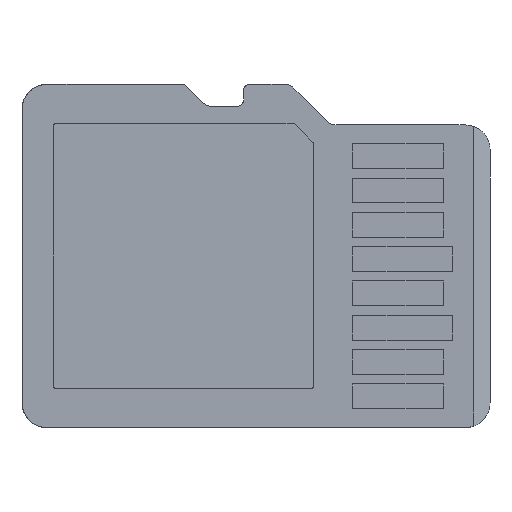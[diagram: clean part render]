
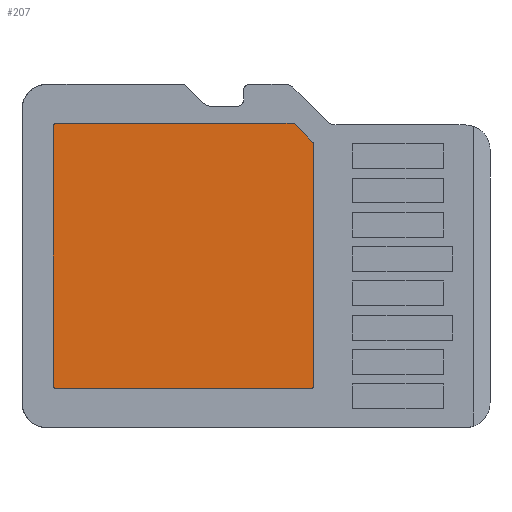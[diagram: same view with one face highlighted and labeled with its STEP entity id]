
A CAD part, front view. The second image highlights one B-rep face of the part: STEP entity #207.
In plain terms, the highlighted free-form (B-spline) face has degree [1, 1] with [2, 2] control points.
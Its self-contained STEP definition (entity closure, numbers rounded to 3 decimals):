
#207 = ADVANCED_FACE('',(#208),#357,.T.);
#208 = FACE_BOUND('',#209,.T.);
#209 = EDGE_LOOP('',(#210,#219,#227,#235,#243,#251,#258,#266,#274,#282,
    #290,#297,#305,#313,#321,#329,#336,#344,#352));
#210 = ORIENTED_EDGE('',*,*,#211,.T.);
#211 = EDGE_CURVE('',#212,#214,#216,.T.);
#212 = VERTEX_POINT('',#213);
#213 = CARTESIAN_POINT('',(10.703,-0.123,
    11.969));
#214 = VERTEX_POINT('',#215);
#215 = CARTESIAN_POINT('',(1.35,-0.123,
    11.969));
#216 = B_SPLINE_CURVE_WITH_KNOTS('',1,(#217,#218),.UNSPECIFIED.,.F.,.F.,
  (2,2),(0.,7.619),.PIECEWISE_BEZIER_KNOTS.);
#217 = CARTESIAN_POINT('',(10.703,-0.123,
    11.969));
#218 = CARTESIAN_POINT('',(1.35,-0.123,
    11.969));
#219 = ORIENTED_EDGE('',*,*,#220,.T.);
#220 = EDGE_CURVE('',#214,#221,#223,.T.);
#221 = VERTEX_POINT('',#222);
#222 = CARTESIAN_POINT('',(1.303,-0.123,
    11.96));
#223 = B_SPLINE_CURVE_WITH_KNOTS('',2,(#224,#225,#226),.UNSPECIFIED.,.F.
  ,.F.,(3,3),(0.,0.25),.PIECEWISE_BEZIER_KNOTS.);
#224 = CARTESIAN_POINT('',(1.35,-0.123,
    11.969));
#225 = CARTESIAN_POINT('',(1.326,-0.123,
    11.969));
#226 = CARTESIAN_POINT('',(1.303,-0.123,
    11.96));
#227 = ORIENTED_EDGE('',*,*,#228,.T.);
#228 = EDGE_CURVE('',#221,#229,#231,.T.);
#229 = VERTEX_POINT('',#230);
#230 = CARTESIAN_POINT('',(1.264,-0.123,11.933
    ));
#231 = B_SPLINE_CURVE_WITH_KNOTS('',2,(#232,#233,#234),.UNSPECIFIED.,.F.
  ,.F.,(3,3),(0.25,0.5),.PIECEWISE_BEZIER_KNOTS.);
#232 = CARTESIAN_POINT('',(1.303,-0.123,
    11.96));
#233 = CARTESIAN_POINT('',(1.281,-0.123,11.95
    ));
#234 = CARTESIAN_POINT('',(1.264,-0.123,11.933
    ));
#235 = ORIENTED_EDGE('',*,*,#236,.T.);
#236 = EDGE_CURVE('',#229,#237,#239,.T.);
#237 = VERTEX_POINT('',#238);
#238 = CARTESIAN_POINT('',(1.237,-0.123,
    11.893));
#239 = B_SPLINE_CURVE_WITH_KNOTS('',2,(#240,#241,#242),.UNSPECIFIED.,.F.
  ,.F.,(3,3),(0.5,0.75),.PIECEWISE_BEZIER_KNOTS.);
#240 = CARTESIAN_POINT('',(1.264,-0.123,11.933
    ));
#241 = CARTESIAN_POINT('',(1.246,-0.123,11.916
    ));
#242 = CARTESIAN_POINT('',(1.237,-0.123,
    11.893));
#243 = ORIENTED_EDGE('',*,*,#244,.T.);
#244 = EDGE_CURVE('',#237,#245,#247,.T.);
#245 = VERTEX_POINT('',#246);
#246 = CARTESIAN_POINT('',(1.228,-0.123,
    11.846));
#247 = B_SPLINE_CURVE_WITH_KNOTS('',2,(#248,#249,#250),.UNSPECIFIED.,.F.
  ,.F.,(3,3),(0.75,1.),.PIECEWISE_BEZIER_KNOTS.);
#248 = CARTESIAN_POINT('',(1.237,-0.123,
    11.893));
#249 = CARTESIAN_POINT('',(1.228,-0.123,
    11.871));
#250 = CARTESIAN_POINT('',(1.228,-0.123,
    11.846));
#251 = ORIENTED_EDGE('',*,*,#252,.T.);
#252 = EDGE_CURVE('',#245,#253,#255,.T.);
#253 = VERTEX_POINT('',#254);
#254 = CARTESIAN_POINT('',(1.228,-0.123,1.657
    ));
#255 = B_SPLINE_CURVE_WITH_KNOTS('',1,(#256,#257),.UNSPECIFIED.,.F.,.F.,
  (2,2),(0.,8.3),.PIECEWISE_BEZIER_KNOTS.);
#256 = CARTESIAN_POINT('',(1.228,-0.123,
    11.846));
#257 = CARTESIAN_POINT('',(1.228,-0.123,1.657
    ));
#258 = ORIENTED_EDGE('',*,*,#259,.T.);
#259 = EDGE_CURVE('',#253,#260,#262,.T.);
#260 = VERTEX_POINT('',#261);
#261 = CARTESIAN_POINT('',(1.237,-0.123,1.61
    ));
#262 = B_SPLINE_CURVE_WITH_KNOTS('',2,(#263,#264,#265),.UNSPECIFIED.,.F.
  ,.F.,(3,3),(0.,0.25),.PIECEWISE_BEZIER_KNOTS.);
#263 = CARTESIAN_POINT('',(1.228,-0.123,1.657
    ));
#264 = CARTESIAN_POINT('',(1.228,-0.123,1.633
    ));
#265 = CARTESIAN_POINT('',(1.237,-0.123,1.61
    ));
#266 = ORIENTED_EDGE('',*,*,#267,.T.);
#267 = EDGE_CURVE('',#260,#268,#270,.T.);
#268 = VERTEX_POINT('',#269);
#269 = CARTESIAN_POINT('',(1.264,-0.123,1.57)
  );
#270 = B_SPLINE_CURVE_WITH_KNOTS('',2,(#271,#272,#273),.UNSPECIFIED.,.F.
  ,.F.,(3,3),(0.25,0.5),.PIECEWISE_BEZIER_KNOTS.);
#271 = CARTESIAN_POINT('',(1.237,-0.123,1.61
    ));
#272 = CARTESIAN_POINT('',(1.246,-0.123,1.588
    ));
#273 = CARTESIAN_POINT('',(1.264,-0.123,1.57)
  );
#274 = ORIENTED_EDGE('',*,*,#275,.T.);
#275 = EDGE_CURVE('',#268,#276,#278,.T.);
#276 = VERTEX_POINT('',#277);
#277 = CARTESIAN_POINT('',(1.303,-0.123,1.544
    ));
#278 = B_SPLINE_CURVE_WITH_KNOTS('',2,(#279,#280,#281),.UNSPECIFIED.,.F.
  ,.F.,(3,3),(0.5,0.75),.PIECEWISE_BEZIER_KNOTS.);
#279 = CARTESIAN_POINT('',(1.264,-0.123,1.57)
  );
#280 = CARTESIAN_POINT('',(1.281,-0.123,1.553
    ));
#281 = CARTESIAN_POINT('',(1.303,-0.123,1.544
    ));
#282 = ORIENTED_EDGE('',*,*,#283,.T.);
#283 = EDGE_CURVE('',#276,#284,#286,.T.);
#284 = VERTEX_POINT('',#285);
#285 = CARTESIAN_POINT('',(1.35,-0.123,1.534
    ));
#286 = B_SPLINE_CURVE_WITH_KNOTS('',2,(#287,#288,#289),.UNSPECIFIED.,.F.
  ,.F.,(3,3),(0.75,1.),.PIECEWISE_BEZIER_KNOTS.);
#287 = CARTESIAN_POINT('',(1.303,-0.123,1.544
    ));
#288 = CARTESIAN_POINT('',(1.326,-0.123,1.534
    ));
#289 = CARTESIAN_POINT('',(1.35,-0.123,1.534
    ));
#290 = ORIENTED_EDGE('',*,*,#291,.T.);
#291 = EDGE_CURVE('',#284,#292,#294,.T.);
#292 = VERTEX_POINT('',#293);
#293 = CARTESIAN_POINT('',(11.355,-0.123,
    1.534));
#294 = B_SPLINE_CURVE_WITH_KNOTS('',1,(#295,#296),.UNSPECIFIED.,.F.,.F.,
  (2,2),(0.,8.15),.PIECEWISE_BEZIER_KNOTS.);
#295 = CARTESIAN_POINT('',(1.35,-0.123,1.534
    ));
#296 = CARTESIAN_POINT('',(11.355,-0.123,1.534
    ));
#297 = ORIENTED_EDGE('',*,*,#298,.T.);
#298 = EDGE_CURVE('',#292,#299,#301,.T.);
#299 = VERTEX_POINT('',#300);
#300 = CARTESIAN_POINT('',(11.402,-0.123,
    1.544));
#301 = B_SPLINE_CURVE_WITH_KNOTS('',2,(#302,#303,#304),.UNSPECIFIED.,.F.
  ,.F.,(3,3),(0.,0.25),.PIECEWISE_BEZIER_KNOTS.);
#302 = CARTESIAN_POINT('',(11.355,-0.123,
    1.534));
#303 = CARTESIAN_POINT('',(11.38,-0.123,
    1.534));
#304 = CARTESIAN_POINT('',(11.402,-0.123,
    1.544));
#305 = ORIENTED_EDGE('',*,*,#306,.T.);
#306 = EDGE_CURVE('',#299,#307,#309,.T.);
#307 = VERTEX_POINT('',#308);
#308 = CARTESIAN_POINT('',(11.442,-0.123,
    1.57));
#309 = B_SPLINE_CURVE_WITH_KNOTS('',2,(#310,#311,#312),.UNSPECIFIED.,.F.
  ,.F.,(3,3),(0.25,0.5),.PIECEWISE_BEZIER_KNOTS.);
#310 = CARTESIAN_POINT('',(11.402,-0.123,
    1.544));
#311 = CARTESIAN_POINT('',(11.425,-0.123,
    1.553));
#312 = CARTESIAN_POINT('',(11.442,-0.123,
    1.57));
#313 = ORIENTED_EDGE('',*,*,#314,.T.);
#314 = EDGE_CURVE('',#307,#315,#317,.T.);
#315 = VERTEX_POINT('',#316);
#316 = CARTESIAN_POINT('',(11.469,-0.123,
    1.61));
#317 = B_SPLINE_CURVE_WITH_KNOTS('',2,(#318,#319,#320),.UNSPECIFIED.,.F.
  ,.F.,(3,3),(0.5,0.75),.PIECEWISE_BEZIER_KNOTS.);
#318 = CARTESIAN_POINT('',(11.442,-0.123,
    1.57));
#319 = CARTESIAN_POINT('',(11.459,-0.123,
    1.588));
#320 = CARTESIAN_POINT('',(11.469,-0.123,
    1.61));
#321 = ORIENTED_EDGE('',*,*,#322,.T.);
#322 = EDGE_CURVE('',#315,#323,#325,.T.);
#323 = VERTEX_POINT('',#324);
#324 = CARTESIAN_POINT('',(11.478,-0.123,
    1.657));
#325 = B_SPLINE_CURVE_WITH_KNOTS('',2,(#326,#327,#328),.UNSPECIFIED.,.F.
  ,.F.,(3,3),(0.75,1.),.PIECEWISE_BEZIER_KNOTS.);
#326 = CARTESIAN_POINT('',(11.469,-0.123,
    1.61));
#327 = CARTESIAN_POINT('',(11.478,-0.123,
    1.633));
#328 = CARTESIAN_POINT('',(11.478,-0.123,
    1.657));
#329 = ORIENTED_EDGE('',*,*,#330,.T.);
#330 = EDGE_CURVE('',#323,#331,#333,.T.);
#331 = VERTEX_POINT('',#332);
#332 = CARTESIAN_POINT('',(11.478,-0.123,
    11.143));
#333 = B_SPLINE_CURVE_WITH_KNOTS('',1,(#334,#335),.UNSPECIFIED.,.F.,.F.,
  (2,2),(0.,7.727),.PIECEWISE_BEZIER_KNOTS.);
#334 = CARTESIAN_POINT('',(11.478,-0.123,
    1.657));
#335 = CARTESIAN_POINT('',(11.478,-0.123,
    11.143));
#336 = ORIENTED_EDGE('',*,*,#337,.T.);
#337 = EDGE_CURVE('',#331,#338,#340,.T.);
#338 = VERTEX_POINT('',#339);
#339 = CARTESIAN_POINT('',(11.469,-0.123,
    11.19));
#340 = B_SPLINE_CURVE_WITH_KNOTS('',2,(#341,#342,#343),.UNSPECIFIED.,.F.
  ,.F.,(3,3),(0.,0.5),.PIECEWISE_BEZIER_KNOTS.);
#341 = CARTESIAN_POINT('',(11.478,-0.123,
    11.143));
#342 = CARTESIAN_POINT('',(11.478,-0.123,
    11.167));
#343 = CARTESIAN_POINT('',(11.469,-0.123,
    11.19));
#344 = ORIENTED_EDGE('',*,*,#345,.T.);
#345 = EDGE_CURVE('',#338,#346,#348,.T.);
#346 = VERTEX_POINT('',#347);
#347 = CARTESIAN_POINT('',(11.442,-0.123,
    11.23));
#348 = B_SPLINE_CURVE_WITH_KNOTS('',2,(#349,#350,#351),.UNSPECIFIED.,.F.
  ,.F.,(3,3),(0.5,1.),.PIECEWISE_BEZIER_KNOTS.);
#349 = CARTESIAN_POINT('',(11.469,-0.123,
    11.19));
#350 = CARTESIAN_POINT('',(11.459,-0.123,
    11.213));
#351 = CARTESIAN_POINT('',(11.442,-0.123,11.23
    ));
#352 = ORIENTED_EDGE('',*,*,#353,.T.);
#353 = EDGE_CURVE('',#346,#212,#354,.T.);
#354 = B_SPLINE_CURVE_WITH_KNOTS('',1,(#355,#356),.UNSPECIFIED.,.F.,.F.,
  (2,2),(0.,0.851),.PIECEWISE_BEZIER_KNOTS.);
#355 = CARTESIAN_POINT('',(11.442,-0.123,
    11.23));
#356 = CARTESIAN_POINT('',(10.703,-0.123,
    11.969));
#357 = B_SPLINE_SURFACE_WITH_KNOTS('',1,1,(
    (#358,#359)
    ,(#360,#361)),.UNSPECIFIED.,.F.,.F.,.F.,(2,2),(2,2),(0.,1.),(0.,1.),
  .PIECEWISE_BEZIER_KNOTS.);
#358 = CARTESIAN_POINT('',(1.228,-0.123,
    11.969));
#359 = CARTESIAN_POINT('',(11.478,-0.123,
    11.969));
#360 = CARTESIAN_POINT('',(1.228,-0.123,1.534
    ));
#361 = CARTESIAN_POINT('',(11.478,-0.123,
    1.534));
